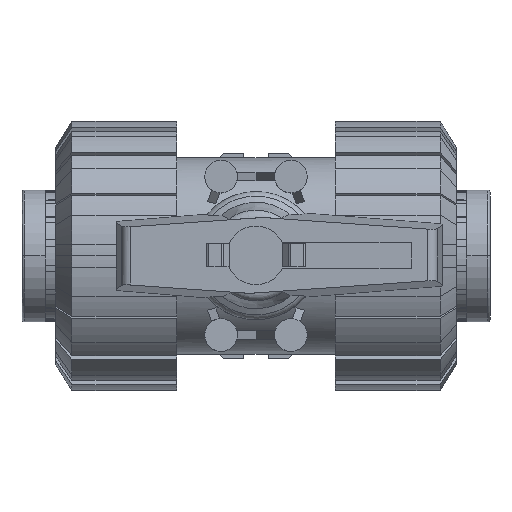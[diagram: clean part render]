
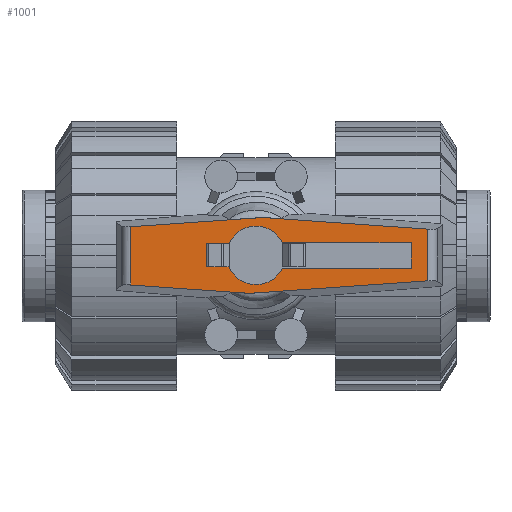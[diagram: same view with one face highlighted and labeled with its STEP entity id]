
A CAD part, top view. The second image highlights one B-rep face of the part: STEP entity #1001.
In plain terms, the highlighted planar face has unit normal (0, 0, 1).
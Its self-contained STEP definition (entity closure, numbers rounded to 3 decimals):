
#1001=ADVANCED_FACE('',(#2429,#2430),#2431,.T.);
#2429=FACE_BOUND('',#4357,.T.);
#2430=FACE_OUTER_BOUND('',#4358,.T.);
#2431=PLANE('',#4359);
#4357=EDGE_LOOP('',(#6947,#6948,#6949,#6950,#6951,#6952,#6953,#6954));
#4358=EDGE_LOOP('',(#6955,#6956,#6957,#6958,#6959,#6960,#6961,#6962));
#4359=AXIS2_PLACEMENT_3D('',#6963,#6964,#6965);
#6947=ORIENTED_EDGE('',*,*,#12015,.T.);
#6948=ORIENTED_EDGE('',*,*,#12100,.T.);
#6949=ORIENTED_EDGE('',*,*,#12178,.T.);
#6950=ORIENTED_EDGE('',*,*,#12105,.T.);
#6951=ORIENTED_EDGE('',*,*,#12004,.T.);
#6952=ORIENTED_EDGE('',*,*,#12000,.T.);
#6953=ORIENTED_EDGE('',*,*,#11996,.T.);
#6954=ORIENTED_EDGE('',*,*,#11991,.T.);
#6955=ORIENTED_EDGE('',*,*,#12215,.T.);
#6956=ORIENTED_EDGE('',*,*,#12265,.T.);
#6957=ORIENTED_EDGE('',*,*,#12252,.T.);
#6958=ORIENTED_EDGE('',*,*,#12242,.T.);
#6959=ORIENTED_EDGE('',*,*,#12234,.T.);
#6960=ORIENTED_EDGE('',*,*,#12267,.F.);
#6961=ORIENTED_EDGE('',*,*,#12169,.T.);
#6962=ORIENTED_EDGE('',*,*,#12207,.T.);
#6963=CARTESIAN_POINT('',(3.932,0.0,103.5));
#6964=DIRECTION('',(0.0,0.0,1.0));
#6965=DIRECTION('',(1.0,0.0,0.0));
#11991=EDGE_CURVE('',#14401,#14402,#14403,.T.);
#11996=EDGE_CURVE('',#14410,#14401,#14411,.T.);
#12000=EDGE_CURVE('',#14416,#14410,#14417,.T.);
#12004=EDGE_CURVE('',#14422,#14416,#14423,.T.);
#12015=EDGE_CURVE('',#14402,#14437,#14438,.T.);
#12100=EDGE_CURVE('',#14437,#14556,#14558,.T.);
#12105=EDGE_CURVE('',#14564,#14422,#14565,.T.);
#12169=EDGE_CURVE('',#14672,#14670,#14673,.T.);
#12178=EDGE_CURVE('',#14556,#14564,#14685,.T.);
#12207=EDGE_CURVE('',#14670,#14722,#14724,.T.);
#12215=EDGE_CURVE('',#14722,#14737,#14739,.T.);
#12234=EDGE_CURVE('',#14769,#14767,#14770,.T.);
#12242=EDGE_CURVE('',#14783,#14769,#14784,.T.);
#12252=EDGE_CURVE('',#14795,#14783,#14796,.T.);
#12265=EDGE_CURVE('',#14737,#14795,#14814,.T.);
#12267=EDGE_CURVE('',#14672,#14767,#14816,.T.);
#14401=VERTEX_POINT('',#17918);
#14402=VERTEX_POINT('',#17919);
#14403=LINE('',#17920,#17921);
#14410=VERTEX_POINT('',#17931);
#14411=LINE('',#17932,#17933);
#14416=VERTEX_POINT('',#17940);
#14417=LINE('',#17941,#17942);
#14422=VERTEX_POINT('',#17949);
#14423=CIRCLE('',#17950,6.286);
#14437=VERTEX_POINT('',#17968);
#14438=CIRCLE('',#17969,6.286);
#14556=VERTEX_POINT('',#18130);
#14558=LINE('',#18133,#18134);
#14564=VERTEX_POINT('',#18142);
#14565=LINE('',#18143,#18144);
#14670=VERTEX_POINT('',#18500);
#14672=VERTEX_POINT('',#18503);
#14673=LINE('',#18504,#18505);
#14685=LINE('',#18521,#18522);
#14722=VERTEX_POINT('',#18618);
#14724=LINE('',#18621,#18622);
#14737=VERTEX_POINT('',#18638);
#14739=LINE('',#18640,#18641);
#14767=VERTEX_POINT('',#18731);
#14769=VERTEX_POINT('',#18733);
#14770=LINE('',#18734,#18735);
#14783=VERTEX_POINT('',#18821);
#14784=LINE('',#18822,#18823);
#14795=VERTEX_POINT('',#18859);
#14796=LINE('',#18860,#18861);
#14814=LINE('',#18917,#18918);
#14816=LINE('',#18920,#18921);
#17918=CARTESIAN_POINT('',(33.333,-2.75,103.5));
#17919=CARTESIAN_POINT('',(5.652,-2.75,103.5));
#17920=CARTESIAN_POINT('',(10.299,-2.75,103.5));
#17921=VECTOR('',#24706,1.0);
#17931=CARTESIAN_POINT('',(33.333,2.75,103.5));
#17932=CARTESIAN_POINT('',(33.333,0.0,103.5));
#17933=VECTOR('',#24710,1.0);
#17940=CARTESIAN_POINT('',(5.652,2.75,103.5));
#17941=CARTESIAN_POINT('',(10.299,2.75,103.5));
#17942=VECTOR('',#24713,1.0);
#17949=CARTESIAN_POINT('',(-5.778,2.475,103.5));
#17950=AXIS2_PLACEMENT_3D('',#24716,#24717,#24718);
#17968=CARTESIAN_POINT('',(-5.778,-2.475,103.5));
#17969=AXIS2_PLACEMENT_3D('',#24732,#24733,#24734);
#18130=CARTESIAN_POINT('',(-10.633,-2.475,103.5));
#18133=CARTESIAN_POINT('',(-1.986,-2.475,103.5));
#18134=VECTOR('',#24821,1.0);
#18142=CARTESIAN_POINT('',(-10.633,2.475,103.5));
#18143=CARTESIAN_POINT('',(-1.986,2.475,103.5));
#18144=VECTOR('',#24824,1.0);
#18500=CARTESIAN_POINT('',(0.429,8.204,103.5));
#18503=CARTESIAN_POINT('',(36.912,5.652,103.5));
#18504=CARTESIAN_POINT('',(21.382,6.738,103.5));
#18505=VECTOR('',#24876,1.0);
#18521=CARTESIAN_POINT('',(-10.633,3.713,103.5));
#18522=VECTOR('',#24887,1.0);
#18618=CARTESIAN_POINT('',(0.438,8.069,103.5));
#18621=CARTESIAN_POINT('',(0.077,13.236,103.5));
#18622=VECTOR('',#24905,1.0);
#18638=CARTESIAN_POINT('',(-26.912,6.157,103.5));
#18640=CARTESIAN_POINT('',(-3.003,7.829,103.5));
#18641=VECTOR('',#24918,1.0);
#18731=CARTESIAN_POINT('',(36.912,-5.457,103.5));
#18733=CARTESIAN_POINT('',(-0.438,-8.069,103.5));
#18734=CARTESIAN_POINT('',(22.058,-6.496,103.5));
#18735=VECTOR('',#24942,1.0);
#18821=CARTESIAN_POINT('',(-0.429,-8.204,103.5));
#18822=CARTESIAN_POINT('',(-0.676,-4.669,103.5));
#18823=VECTOR('',#24944,1.0);
#18859=CARTESIAN_POINT('',(-26.912,-6.352,103.5));
#18860=CARTESIAN_POINT('',(-3.705,-7.974,103.5));
#18861=VECTOR('',#24949,1.0);
#18917=CARTESIAN_POINT('',(-26.912,9.9,103.5));
#18918=VECTOR('',#24960,1.0);
#18920=CARTESIAN_POINT('',(36.912,9.9,103.5));
#18921=VECTOR('',#24961,1.0);
#24706=DIRECTION('',(-1.0,0.0,0.0));
#24710=DIRECTION('',(0.0,-1.0,0.0));
#24713=DIRECTION('',(1.0,0.0,-0.0));
#24716=CARTESIAN_POINT('',(0.0,0.0,103.5));
#24717=DIRECTION('',(0.0,0.0,-1.0));
#24718=DIRECTION('',(1.0,0.0,0.0));
#24732=CARTESIAN_POINT('',(0.0,0.0,103.5));
#24733=DIRECTION('',(0.0,0.0,-1.0));
#24734=DIRECTION('',(1.0,0.0,0.0));
#24821=DIRECTION('',(-1.0,0.0,0.0));
#24824=DIRECTION('',(1.0,0.0,0.0));
#24876=DIRECTION('',(-0.998,0.07,0.0));
#24887=DIRECTION('',(0.0,1.0,-0.0));
#24905=DIRECTION('',(0.07,-0.998,0.0));
#24918=DIRECTION('',(-0.998,-0.07,0.0));
#24942=DIRECTION('',(0.998,0.07,-0.0));
#24944=DIRECTION('',(-0.07,0.998,0.0));
#24949=DIRECTION('',(0.998,-0.07,0.0));
#24960=DIRECTION('',(0.0,-1.0,0.0));
#24961=DIRECTION('',(0.0,-1.0,0.0));
